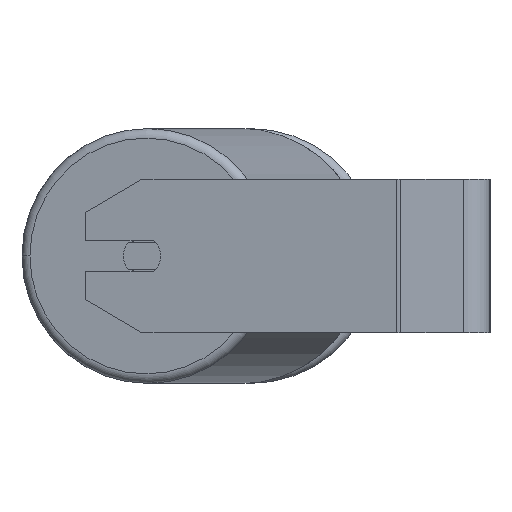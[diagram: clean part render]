
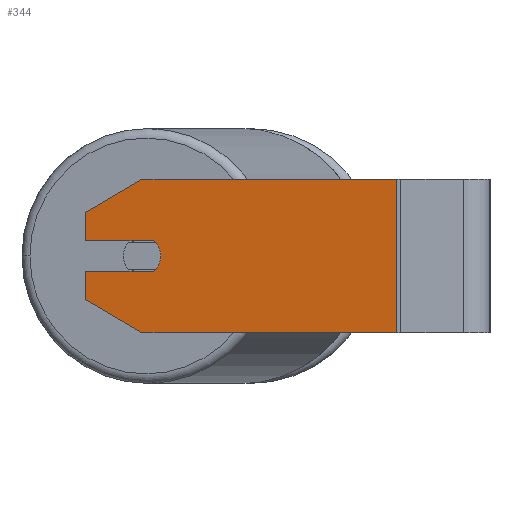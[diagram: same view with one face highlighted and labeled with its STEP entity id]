
A CAD part, left-side view. The second image highlights one B-rep face of the part: STEP entity #344.
In plain terms, the highlighted planar face has unit normal (-0.985, 0.174, 0).
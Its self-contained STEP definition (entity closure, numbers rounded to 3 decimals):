
#147 = ORIENTED_EDGE ( 'NONE', *, *, #4336, .T. ) ;
#159 = DIRECTION ( 'NONE',  ( 0., 0., -1. ) ) ;
#166 = CARTESIAN_POINT ( 'NONE',  ( -471.184, 211.146, 8. ) ) ;
#323 = CARTESIAN_POINT ( 'NONE',  ( -478.13, 171.754, 0. ) ) ;
#344 = ADVANCED_FACE ( 'NONE', ( #5312 ), #4821, .F. ) ;
#366 = CARTESIAN_POINT ( 'NONE',  ( -476.394, 181.602, 0. ) ) ;
#381 = VERTEX_POINT ( 'NONE', #3498 ) ;
#382 = VECTOR ( 'NONE', #159, 1000. ) ;
#447 = VERTEX_POINT ( 'NONE', #7350 ) ;
#483 = DIRECTION ( 'NONE',  ( -0.174, -0.985, 0. ) ) ;
#590 = EDGE_CURVE ( 'NONE', #2663, #447, #1977, .T. ) ;
#650 = CIRCLE ( 'NONE', #7852, 10. ) ;
#810 = EDGE_CURVE ( 'NONE', #6810, #2663, #1726, .T. ) ;
#855 = DIRECTION ( 'NONE',  ( 0.174, 0.985, 0. ) ) ;
#858 = VERTEX_POINT ( 'NONE', #3802 ) ;
#1084 = LINE ( 'NONE', #3252, #5503 ) ;
#1118 = ORIENTED_EDGE ( 'NONE', *, *, #6884, .T. ) ;
#1157 = DIRECTION ( 'NONE',  ( -0.174, -0.985, 0. ) ) ;
#1186 = VECTOR ( 'NONE', #6030, 1000. ) ;
#1328 = AXIS2_PLACEMENT_3D ( 'NONE', #366, #4397, #3279 ) ;
#1471 = CARTESIAN_POINT ( 'NONE',  ( -477.436, 175.693, 8. ) ) ;
#1726 = LINE ( 'NONE', #7167, #6894 ) ;
#1728 = EDGE_CURVE ( 'NONE', #7018, #6144, #6743, .T. ) ;
#1977 = LINE ( 'NONE', #2112, #382 ) ;
#2112 = CARTESIAN_POINT ( 'NONE',  ( -499.787, 48.931, 40. ) ) ;
#2118 = CARTESIAN_POINT ( 'NONE',  ( -471.184, 211.146, -22.679 ) ) ;
#2299 = ORIENTED_EDGE ( 'NONE', *, *, #810, .F. ) ;
#2331 = CARTESIAN_POINT ( 'NONE',  ( -471.184, 211.146, -40. ) ) ;
#2402 = LINE ( 'NONE', #4314, #3164 ) ;
#2663 = VERTEX_POINT ( 'NONE', #3526 ) ;
#2687 = EDGE_CURVE ( 'NONE', #5047, #6144, #1084, .T. ) ;
#3089 = CARTESIAN_POINT ( 'NONE',  ( -477.436, 175.693, -8. ) ) ;
#3164 = VECTOR ( 'NONE', #8673, 1000. ) ;
#3165 = CARTESIAN_POINT ( 'NONE',  ( -471.184, 211.146, 22.679 ) ) ;
#3201 = LINE ( 'NONE', #3334, #1186 ) ;
#3252 = CARTESIAN_POINT ( 'NONE',  ( -471.184, 211.146, 40. ) ) ;
#3279 = DIRECTION ( 'NONE',  ( -0.174, -0.985, 0. ) ) ;
#3322 = DIRECTION ( 'NONE',  ( 0.174, 0.985, 0. ) ) ;
#3334 = CARTESIAN_POINT ( 'NONE',  ( -476.394, 181.602, -40. ) ) ;
#3357 = ORIENTED_EDGE ( 'NONE', *, *, #5540, .F. ) ;
#3373 = LINE ( 'NONE', #4778, #4670 ) ;
#3498 = CARTESIAN_POINT ( 'NONE',  ( -476.394, 181.602, -40. ) ) ;
#3526 = CARTESIAN_POINT ( 'NONE',  ( -499.787, 48.931, 40. ) ) ;
#3532 = LINE ( 'NONE', #2331, #4092 ) ;
#3595 = VECTOR ( 'NONE', #6168, 1000. ) ;
#3739 = DIRECTION ( 'NONE',  ( 0., 0., -1. ) ) ;
#3802 = CARTESIAN_POINT ( 'NONE',  ( -471.184, 211.146, -8. ) ) ;
#3854 = ORIENTED_EDGE ( 'NONE', *, *, #6915, .F. ) ;
#3904 = CARTESIAN_POINT ( 'NONE',  ( -476.394, 181.602, 0. ) ) ;
#3936 = VECTOR ( 'NONE', #855, 1000. ) ;
#4092 = VECTOR ( 'NONE', #5654, 1000. ) ;
#4314 = CARTESIAN_POINT ( 'NONE',  ( -471.184, 211.146, 40. ) ) ;
#4336 = EDGE_CURVE ( 'NONE', #6810, #5047, #3373, .T. ) ;
#4337 = ORIENTED_EDGE ( 'NONE', *, *, #8304, .F. ) ;
#4397 = DIRECTION ( 'NONE',  ( -0.985, 0.174, 0. ) ) ;
#4670 = VECTOR ( 'NONE', #6866, 1000. ) ;
#4701 = ORIENTED_EDGE ( 'NONE', *, *, #1728, .F. ) ;
#4759 = VERTEX_POINT ( 'NONE', #3089 ) ;
#4778 = CARTESIAN_POINT ( 'NONE',  ( -471.184, 211.146, 22.679 ) ) ;
#4821 = PLANE ( 'NONE',  #6324 ) ;
#5047 = VERTEX_POINT ( 'NONE', #3165 ) ;
#5312 = FACE_OUTER_BOUND ( 'NONE', #8482, .T. ) ;
#5490 = DIRECTION ( 'NONE',  ( 0.985, -0.174, 0. ) ) ;
#5503 = VECTOR ( 'NONE', #3739, 1000. ) ;
#5540 = EDGE_CURVE ( 'NONE', #6702, #7018, #6131, .T. ) ;
#5558 = EDGE_CURVE ( 'NONE', #858, #6033, #2402, .T. ) ;
#5590 = CARTESIAN_POINT ( 'NONE',  ( -477.436, 175.693, 8. ) ) ;
#5654 = DIRECTION ( 'NONE',  ( -0.174, -0.985, 0. ) ) ;
#5937 = DIRECTION ( 'NONE',  ( -0.985, 0.174, 0. ) ) ;
#6030 = DIRECTION ( 'NONE',  ( -0.15, -0.853, -0.5 ) ) ;
#6033 = VERTEX_POINT ( 'NONE', #2118 ) ;
#6131 = CIRCLE ( 'NONE', #1328, 10. ) ;
#6143 = EDGE_CURVE ( 'NONE', #381, #447, #3532, .T. ) ;
#6144 = VERTEX_POINT ( 'NONE', #166 ) ;
#6168 = DIRECTION ( 'NONE',  ( -0.174, -0.985, 0. ) ) ;
#6324 = AXIS2_PLACEMENT_3D ( 'NONE', #7389, #5490, #3322 ) ;
#6702 = VERTEX_POINT ( 'NONE', #323 ) ;
#6704 = CARTESIAN_POINT ( 'NONE',  ( -476.394, 181.602, 40. ) ) ;
#6743 = LINE ( 'NONE', #1471, #3936 ) ;
#6810 = VERTEX_POINT ( 'NONE', #6704 ) ;
#6866 = DIRECTION ( 'NONE',  ( 0.15, 0.853, -0.5 ) ) ;
#6884 = EDGE_CURVE ( 'NONE', #6033, #381, #3201, .T. ) ;
#6894 = VECTOR ( 'NONE', #483, 1000. ) ;
#6915 = EDGE_CURVE ( 'NONE', #858, #4759, #6917, .T. ) ;
#6917 = LINE ( 'NONE', #7575, #3595 ) ;
#6947 = ORIENTED_EDGE ( 'NONE', *, *, #5558, .T. ) ;
#6952 = ORIENTED_EDGE ( 'NONE', *, *, #2687, .T. ) ;
#7018 = VERTEX_POINT ( 'NONE', #5590 ) ;
#7167 = CARTESIAN_POINT ( 'NONE',  ( -471.184, 211.146, 40. ) ) ;
#7331 = ORIENTED_EDGE ( 'NONE', *, *, #6143, .T. ) ;
#7350 = CARTESIAN_POINT ( 'NONE',  ( -499.787, 48.931, -40. ) ) ;
#7389 = CARTESIAN_POINT ( 'NONE',  ( -471.184, 211.146, 40. ) ) ;
#7575 = CARTESIAN_POINT ( 'NONE',  ( -477.436, 175.693, -8. ) ) ;
#7852 = AXIS2_PLACEMENT_3D ( 'NONE', #3904, #5937, #1157 ) ;
#7871 = ORIENTED_EDGE ( 'NONE', *, *, #590, .F. ) ;
#8304 = EDGE_CURVE ( 'NONE', #4759, #6702, #650, .T. ) ;
#8482 = EDGE_LOOP ( 'NONE', ( #4337, #3854, #6947, #1118, #7331, #7871, #2299, #147, #6952, #4701, #3357 ) ) ;
#8673 = DIRECTION ( 'NONE',  ( 0., 0., -1. ) ) ;
